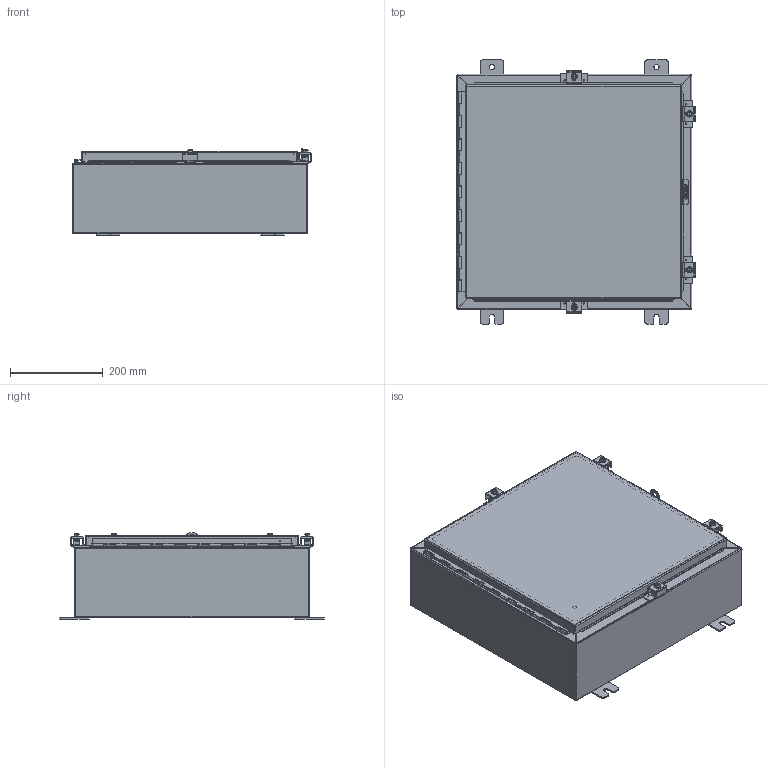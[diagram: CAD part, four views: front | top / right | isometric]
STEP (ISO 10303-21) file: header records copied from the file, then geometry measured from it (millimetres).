
FILE_DESCRIPTION (( 'STEP AP214' ), '1' );
FILE_NAME ('SSN4202006.STEP', '2016-02-08T20:57:33', ( '' ), ( '' ), 'SwSTEP 2.0', 'SolidWorks 2014', '' );
FILE_SCHEMA (( 'AUTOMOTIVE_DESIGN' ));
Length unit declared in the file: inch
Products named in the file (19): 34871_1; 328137L_1; 32912_1; 328137_1; SSN42020LID_1; 328137T_1; 38412_1; SSN4202006; 30818_1; 18x18_1; 30824-1_1; 38859_1; 328137P_1; HFW30825-3_1; 30824_1; HFW30825-4_1; 38846_1; SSN4202006BKP_1; HFW30825-2_1
Assembly tree (30 placements, depth 3):
  SSN4202006
    34871_1  x4
    38412_1
    SSN4202006BKP_1
    32912_1
    18x18_1
    38846_1
    SSN42020LID_1
    328137_1
      328137L_1
      328137P_1
      328137T_1
    38859_1  x4
    30824_1  x4
      30824-1_1
      HFW30825-2_1
      HFW30825-3_1
      HFW30825-4_1
    30818_1  x4
Bounding box: 515.89 x 571.5 x 186.82 mm (x, y, z)
Volume: 1991177.8 mm3; surface area: 2043034.7 mm2
Topology: 37 solids, 37 shells, 1444 faces, 3725 edges, 2380 vertices
Faces by surface type: cylinder 632, plane 567, bspline 135, torus 58, cone 28, sphere 24
Entity records: 36685 total; most frequent: CARTESIAN_POINT 10421, ORIENTED_EDGE 4048, DIRECTION 4042, EDGE_CURVE 2024, AXIS2_PLACEMENT_3D 1428, VERTEX_POINT 1282, LINE 1186, VECTOR 1186
